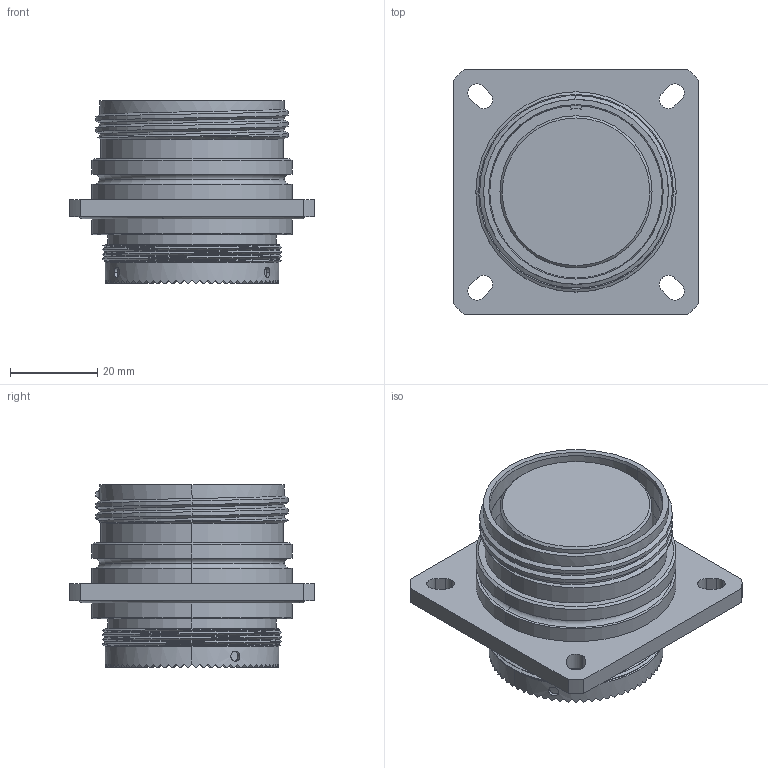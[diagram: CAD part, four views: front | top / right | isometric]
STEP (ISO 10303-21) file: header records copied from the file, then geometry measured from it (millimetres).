
FILE_DESCRIPTION (( 'STEP AP203' ), '1' );
FILE_NAME ('Size 27 Flange.STEP', '2019-04-17T17:20:20', ( '' ), ( '' ), 'SwSTEP 2.0', 'SolidWorks 2019', '' );
FILE_SCHEMA (( 'CONFIG_CONTROL_DESIGN' ));
Length unit declared in the file: inch
Products named in the file (1): Size 27 Flange
Bounding box: 56.39 x 56.39 x 41.91 mm (x, y, z)
Volume: 61916.1 mm3; surface area: 16889.7 mm2
Topology: 1 solids, 1 shells, 403 faces, 1144 edges, 758 vertices
Faces by surface type: plane 301, cylinder 78, cone 12, torus 8, bspline 4
Entity records: 14549 total; most frequent: CARTESIAN_POINT 4633, ORIENTED_EDGE 2288, DIRECTION 1982, EDGE_CURVE 1144, AXIS2_PLACEMENT_3D 790, VERTEX_POINT 758, EDGE_LOOP 426, FACE_OUTER_BOUND 403
